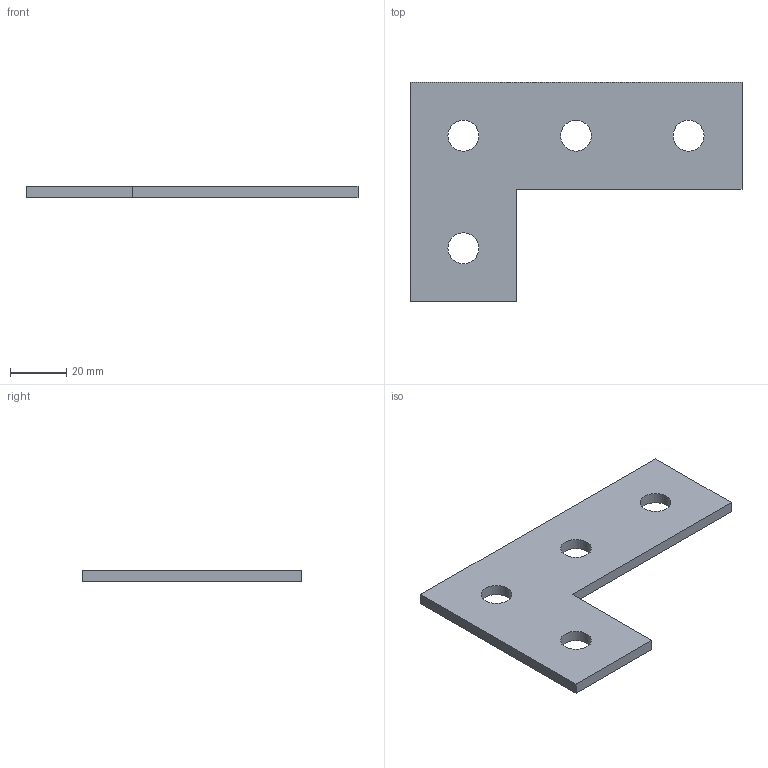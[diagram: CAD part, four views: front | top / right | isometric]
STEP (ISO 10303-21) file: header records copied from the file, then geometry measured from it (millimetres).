
FILE_DESCRIPTION((''),'2;1');
FILE_NAME('127843.stp','2010-07-21T15:20:31',('DMK009'),(''),'Autodesk Inventor 2010','Autodesk Inventor 2010','');
FILE_SCHEMA(('AUTOMOTIVE_DESIGN { 1 0 10303 214 1 1 1 1 }'));
Length unit declared in the file: millimetre
Products named in the file (1): Winkelplatte
Bounding box: 118 x 78 x 4 mm (x, y, z)
Volume: 22495.7 mm3; surface area: 13368.5 mm2
Topology: 1 solids, 1 shells, 12 faces, 34 edges, 24 vertices
Faces by surface type: plane 8, bspline 4
Entity records: 436 total; most frequent: CARTESIAN_POINT 127, DIRECTION 52, ORIENTED_EDGE 52, EDGE_CURVE 26, EDGE_LOOP 24, VERTEX_POINT 20, VECTOR 18, LINE 18
